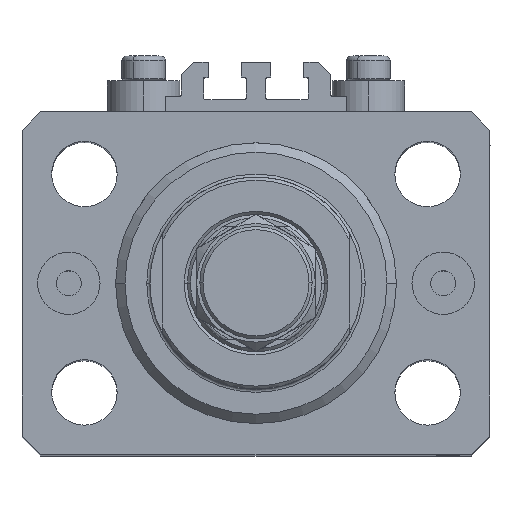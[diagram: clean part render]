
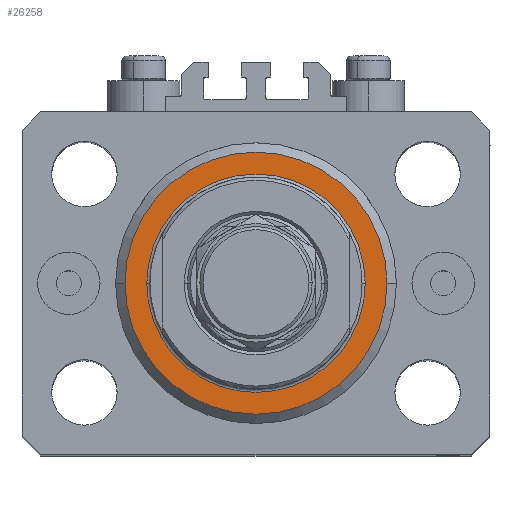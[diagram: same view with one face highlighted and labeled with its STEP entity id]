
A CAD part, top view. The second image highlights one B-rep face of the part: STEP entity #26258.
In plain terms, the highlighted face is planar.
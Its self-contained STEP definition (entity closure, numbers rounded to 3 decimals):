
#506 = EDGE_CURVE ( 'NONE', #27191, #6025, #47457, .T. ) ;
#631 = CARTESIAN_POINT ( 'NONE',  ( 0., 0., 0. ) ) ;
#1446 = EDGE_CURVE ( 'NONE', #6025, #27191, #6451, .T. ) ;
#1736 = CARTESIAN_POINT ( 'NONE',  ( 21., 0., 0. ) ) ;
#3294 = DIRECTION ( 'NONE',  ( 1., 0., 0. ) ) ;
#4236 = AXIS2_PLACEMENT_3D ( 'NONE', #631, #34722, #27060 ) ;
#6025 = VERTEX_POINT ( 'NONE', #26209 ) ;
#6322 = CIRCLE ( 'NONE', #44236, 21. ) ;
#6398 = CARTESIAN_POINT ( 'NONE',  ( -21., 0., 0. ) ) ;
#6451 = CIRCLE ( 'NONE', #14333, 17.5 ) ;
#6495 = CARTESIAN_POINT ( 'NONE',  ( 0., 0., 0. ) ) ;
#7256 = ORIENTED_EDGE ( 'NONE', *, *, #27932, .T. ) ;
#8860 = ORIENTED_EDGE ( 'NONE', *, *, #506, .T. ) ;
#11880 = CARTESIAN_POINT ( 'NONE',  ( 0., 0., 0. ) ) ;
#12045 = ORIENTED_EDGE ( 'NONE', *, *, #40637, .T. ) ;
#14333 = AXIS2_PLACEMENT_3D ( 'NONE', #11880, #15119, #41566 ) ;
#15119 = DIRECTION ( 'NONE',  ( 0., 0., 1. ) ) ;
#16134 = VERTEX_POINT ( 'NONE', #6398 ) ;
#19488 = DIRECTION ( 'NONE',  ( 1., 0., 0. ) ) ;
#20983 = ORIENTED_EDGE ( 'NONE', *, *, #1446, .T. ) ;
#21853 = FACE_OUTER_BOUND ( 'NONE', #31018, .T. ) ;
#22715 = CARTESIAN_POINT ( 'NONE',  ( 0., 0., 0. ) ) ;
#23071 = CARTESIAN_POINT ( 'NONE',  ( -17.5, 0., 0. ) ) ;
#24556 = AXIS2_PLACEMENT_3D ( 'NONE', #22715, #45201, #19488 ) ;
#25797 = DIRECTION ( 'NONE',  ( 0., 0., 1. ) ) ;
#26209 = CARTESIAN_POINT ( 'NONE',  ( 17.5, 0., 0. ) ) ;
#26258 = ADVANCED_FACE ( 'NONE', ( #37155, #21853 ), #36916, .F. ) ;
#27060 = DIRECTION ( 'NONE',  ( 1., 0., 0. ) ) ;
#27191 = VERTEX_POINT ( 'NONE', #23071 ) ;
#27922 = CIRCLE ( 'NONE', #4236, 21. ) ;
#27932 = EDGE_CURVE ( 'NONE', #16134, #47594, #6322, .T. ) ;
#28393 = AXIS2_PLACEMENT_3D ( 'NONE', #47558, #25797, #3294 ) ;
#31018 = EDGE_LOOP ( 'NONE', ( #12045, #7256 ) ) ;
#32330 = EDGE_LOOP ( 'NONE', ( #20983, #8860 ) ) ;
#34722 = DIRECTION ( 'NONE',  ( 0., 0., -1. ) ) ;
#36646 = DIRECTION ( 'NONE',  ( 1., 0., 0. ) ) ;
#36916 = PLANE ( 'NONE',  #28393 ) ;
#37155 = FACE_BOUND ( 'NONE', #32330, .T. ) ;
#40637 = EDGE_CURVE ( 'NONE', #47594, #16134, #27922, .T. ) ;
#41566 = DIRECTION ( 'NONE',  ( 1., 0., 0. ) ) ;
#44236 = AXIS2_PLACEMENT_3D ( 'NONE', #6495, #44567, #36646 ) ;
#44567 = DIRECTION ( 'NONE',  ( 0., 0., -1. ) ) ;
#45201 = DIRECTION ( 'NONE',  ( 0., 0., 1. ) ) ;
#47457 = CIRCLE ( 'NONE', #24556, 17.5 ) ;
#47558 = CARTESIAN_POINT ( 'NONE',  ( 0., 0., 0. ) ) ;
#47594 = VERTEX_POINT ( 'NONE', #1736 ) ;
